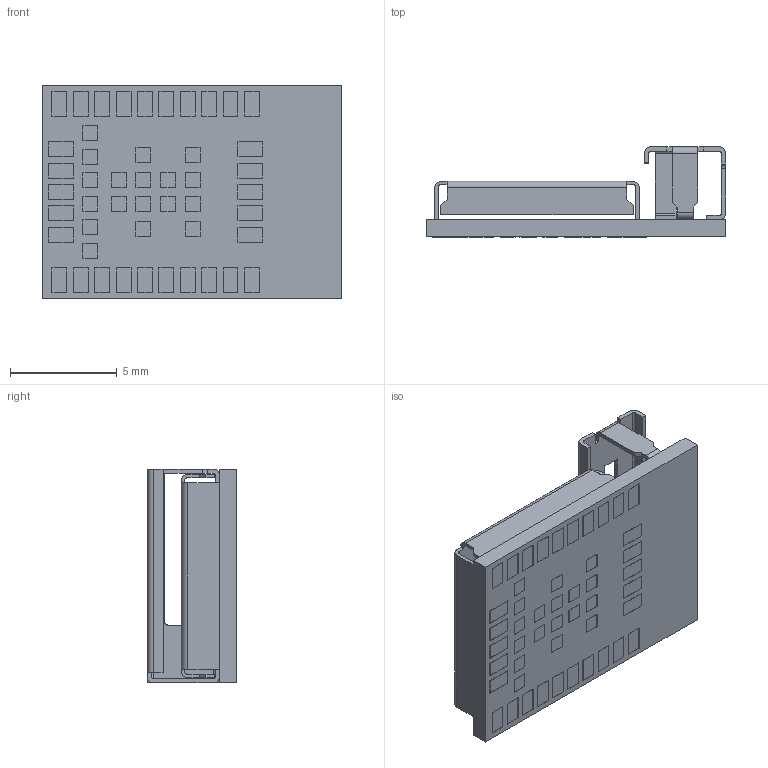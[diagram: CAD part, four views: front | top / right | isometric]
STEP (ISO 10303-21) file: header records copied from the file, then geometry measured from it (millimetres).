
FILE_DESCRIPTION (( 'STEP AP214' ), '1' );
FILE_NAME ('NINA_W102.STEP', '2019-11-04T17:08:36', ( '' ), ( '' ), 'SwSTEP 2.0', 'SolidWorks 2017', '' );
FILE_SCHEMA (( 'AUTOMOTIVE_DESIGN' ));
Length unit declared in the file: millimetre
Products named in the file (1): NINA_W102
Bounding box: 14 x 4.2 x 10 mm (x, y, z)
Volume: 144.4 mm3; surface area: 798.1 mm2
Topology: 51 solids, 51 shells, 399 faces, 891 edges, 594 vertices
Faces by surface type: plane 372, cylinder 27
Entity records: 11363 total; most frequent: CARTESIAN_POINT 1885, ORIENTED_EDGE 1782, DIRECTION 1745, EDGE_CURVE 891, VECTOR 837, LINE 837, VERTEX_POINT 594, AXIS2_PLACEMENT_3D 454
